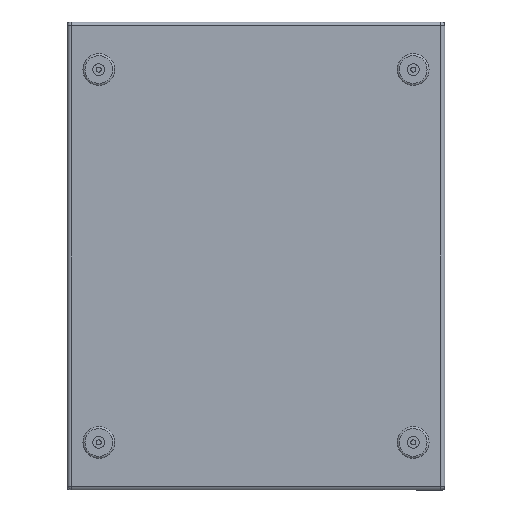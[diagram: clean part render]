
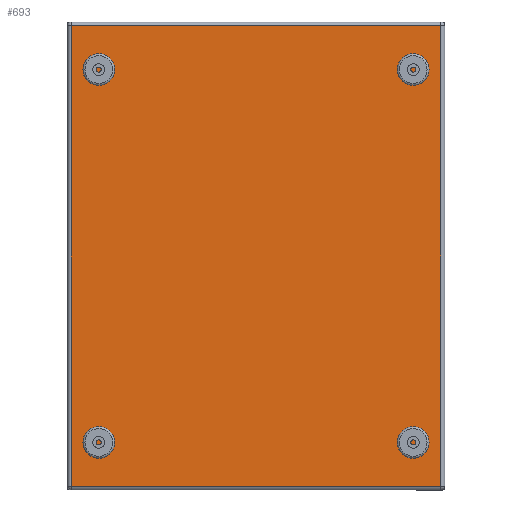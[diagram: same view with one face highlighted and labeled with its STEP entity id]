
A CAD part, front view. The second image highlights one B-rep face of the part: STEP entity #693.
In plain terms, the highlighted planar face has unit normal (0, -1, 0).
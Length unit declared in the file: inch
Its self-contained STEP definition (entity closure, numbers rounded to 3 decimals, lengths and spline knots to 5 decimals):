
#55=PLANE('',#772);
#71=LINE('',#1133,#115);
#86=LINE('',#1177,#130);
#91=LINE('',#1184,#135);
#93=LINE('',#1187,#137);
#115=VECTOR('',#880,29.);
#130=VECTOR('',#935,23.3125);
#135=VECTOR('',#944,29.);
#137=VECTOR('',#948,23.3125);
#201=FACE_OUTER_BOUND('',#252,.T.);
#252=EDGE_LOOP('',(#551,#552,#553,#554));
#339=VERTEX_POINT('',#1100);
#342=VERTEX_POINT('',#1107);
#343=VERTEX_POINT('',#1111);
#349=VERTEX_POINT('',#1125);
#404=EDGE_CURVE('',#349,#342,#71,.T.);
#428=EDGE_CURVE('',#343,#349,#86,.T.);
#433=EDGE_CURVE('',#339,#343,#91,.T.);
#435=EDGE_CURVE('',#342,#339,#93,.T.);
#551=ORIENTED_EDGE('',*,*,#404,.F.);
#552=ORIENTED_EDGE('',*,*,#428,.F.);
#553=ORIENTED_EDGE('',*,*,#433,.F.);
#554=ORIENTED_EDGE('',*,*,#435,.F.);
#693=ADVANCED_FACE('',(#201),#55,.T.);
#772=AXIS2_PLACEMENT_3D('',#1188,#949,#950);
#880=DIRECTION('',(1.,0.,0.));
#935=DIRECTION('',(0.,0.,1.));
#944=DIRECTION('',(-1.,0.,0.));
#948=DIRECTION('',(0.,0.,-1.));
#949=DIRECTION('center_axis',(0.,-1.,0.));
#950=DIRECTION('ref_axis',(-1.,0.,0.));
#1100=CARTESIAN_POINT('',(29.25,0.,-23.5625));
#1107=CARTESIAN_POINT('',(29.25,0.,-0.25));
#1111=CARTESIAN_POINT('',(0.25,0.,-23.5625));
#1125=CARTESIAN_POINT('',(0.25,0.,-0.25));
#1133=CARTESIAN_POINT('',(22.125,0.,-0.25));
#1177=CARTESIAN_POINT('',(0.25,0.,0.));
#1184=CARTESIAN_POINT('',(22.125,0.,-23.5625));
#1187=CARTESIAN_POINT('',(29.25,0.,0.));
#1188=CARTESIAN_POINT('Origin',(29.5,0.,0.));
